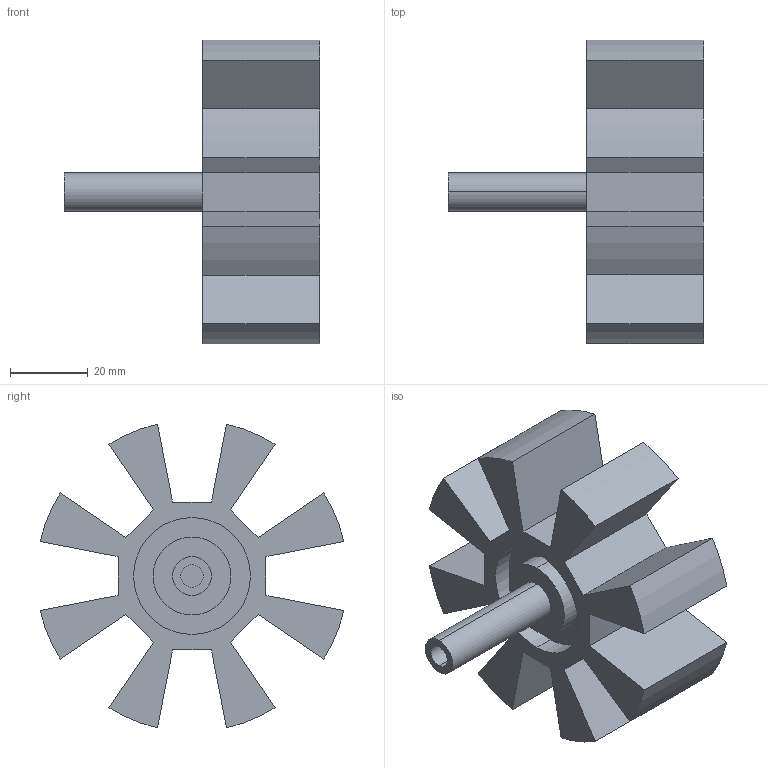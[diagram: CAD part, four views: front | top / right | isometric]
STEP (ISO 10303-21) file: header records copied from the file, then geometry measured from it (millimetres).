
FILE_DESCRIPTION (( 'STEP AP214' ), '1' );
FILE_NAME ('gear paling baru.STEP', '2021-06-04T13:13:44', ( '' ), ( '' ), 'SwSTEP 2.0', 'SolidWorks 2020', '' );
FILE_SCHEMA (( 'AUTOMOTIVE_DESIGN' ));
Length unit declared in the file: millimetre
Products named in the file (1): gear paling baru
Bounding box: 65.5 x 78.02 x 78.02 mm (x, y, z)
Volume: 79921 mm3; surface area: 25728.3 mm2
Topology: 2 solids, 2 shells, 55 faces, 138 edges, 92 vertices
Faces by surface type: plane 33, cylinder 22
Entity records: 1703 total; most frequent: DIRECTION 294, CARTESIAN_POINT 286, ORIENTED_EDGE 276, EDGE_CURVE 138, AXIS2_PLACEMENT_3D 100, VECTOR 94, LINE 94, VERTEX_POINT 92
